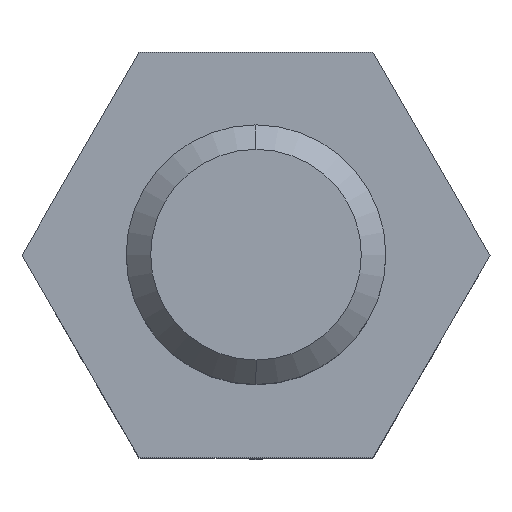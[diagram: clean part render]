
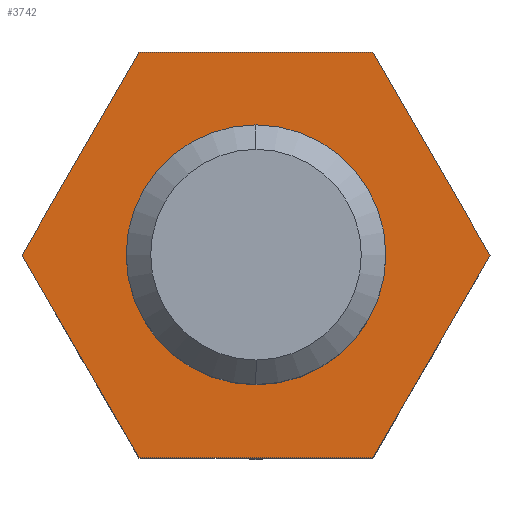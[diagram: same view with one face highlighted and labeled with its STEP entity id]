
A CAD part, top view. The second image highlights one B-rep face of the part: STEP entity #3742.
In plain terms, the highlighted planar face has unit normal (0, 0, 1).
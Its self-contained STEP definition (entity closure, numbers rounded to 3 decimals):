
#1516=DIRECTION('',(1.,0.,0.));
#1517=VECTOR('',#1516,2.891);
#1518=CARTESIAN_POINT('',(-1.446,-2.504,3.504));
#1519=LINE('',#1518,#1517);
#1520=DIRECTION('',(0.5,-0.866,0.));
#1521=VECTOR('',#1520,2.891);
#1522=CARTESIAN_POINT('',(-2.891,0.,3.504));
#1523=LINE('',#1522,#1521);
#1524=DIRECTION('',(-0.5,-0.866,0.));
#1525=VECTOR('',#1524,2.891);
#1526=CARTESIAN_POINT('',(-1.446,2.504,3.504));
#1527=LINE('',#1526,#1525);
#1528=DIRECTION('',(-1.,0.,0.));
#1529=VECTOR('',#1528,2.891);
#1530=CARTESIAN_POINT('',(1.446,2.504,3.504));
#1531=LINE('',#1530,#1529);
#1532=DIRECTION('',(-0.5,0.866,0.));
#1533=VECTOR('',#1532,2.891);
#1534=CARTESIAN_POINT('',(2.891,0.,3.504));
#1535=LINE('',#1534,#1533);
#1536=DIRECTION('',(0.5,0.866,0.));
#1537=VECTOR('',#1536,2.891);
#1538=CARTESIAN_POINT('',(1.446,-2.504,3.504));
#1539=LINE('',#1538,#1537);
#1545=CARTESIAN_POINT('',(0.,0.,3.504));
#1546=DIRECTION('',(0.,0.,1.));
#1547=DIRECTION('',(0.,-1.,0.));
#1548=AXIS2_PLACEMENT_3D('',#1545,#1546,#1547);
#1595=CARTESIAN_POINT('',(0.,0.,3.504));
#1596=DIRECTION('',(0.,0.,-1.));
#1597=DIRECTION('',(0.,-1.,0.));
#1598=AXIS2_PLACEMENT_3D('',#1595,#1596,#1597);
#1640=CARTESIAN_POINT('',(-1.446,-2.504,3.504));
#1641=CARTESIAN_POINT('',(1.446,-2.504,3.504));
#1642=VERTEX_POINT('',#1640);
#1643=VERTEX_POINT('',#1641);
#1644=CARTESIAN_POINT('',(2.891,0.,3.504));
#1645=VERTEX_POINT('',#1644);
#1646=CARTESIAN_POINT('',(1.446,2.504,3.504));
#1647=VERTEX_POINT('',#1646);
#1648=CARTESIAN_POINT('',(-1.446,2.504,3.504));
#1649=VERTEX_POINT('',#1648);
#1650=CARTESIAN_POINT('',(-2.891,0.,3.504));
#1651=VERTEX_POINT('',#1650);
#1705=CARTESIAN_POINT('',(0.,-1.444,3.504));
#1706=CARTESIAN_POINT('',(0.,1.444,3.504));
#1707=VERTEX_POINT('',#1705);
#1708=VERTEX_POINT('',#1706);
#3723=CARTESIAN_POINT('',(0.,0.,3.504));
#3724=DIRECTION('',(0.,0.,1.));
#3725=DIRECTION('',(1.,0.,0.));
#3726=AXIS2_PLACEMENT_3D('',#3723,#3724,#3725);
#3727=PLANE('',#3726);
#3728=ORIENTED_EDGE('',*,*,#3689,.F.);
#3729=ORIENTED_EDGE('',*,*,#3703,.F.);
#3730=ORIENTED_EDGE('',*,*,#3717,.F.);
#3731=ORIENTED_EDGE('',*,*,#3646,.F.);
#3732=ORIENTED_EDGE('',*,*,#3661,.F.);
#3733=ORIENTED_EDGE('',*,*,#3675,.F.);
#3734=EDGE_LOOP('',(#3728,#3729,#3730,#3731,#3732,#3733));
#3735=FACE_OUTER_BOUND('',#3734,.F.);
#3737=ORIENTED_EDGE('',*,*,#3736,.T.);
#3739=ORIENTED_EDGE('',*,*,#3738,.F.);
#3740=EDGE_LOOP('',(#3737,#3739));
#3741=FACE_BOUND('',#3740,.F.);
#3742=ADVANCED_FACE('',(#3735,#3741),#3727,.T.);
#1549=CIRCLE('',#1548,1.444);
#1599=CIRCLE('',#1598,1.444);
#3646=EDGE_CURVE('',#1647,#1649,#1531,.T.);
#3661=EDGE_CURVE('',#1645,#1647,#1535,.T.);
#3675=EDGE_CURVE('',#1643,#1645,#1539,.T.);
#3689=EDGE_CURVE('',#1642,#1643,#1519,.T.);
#3703=EDGE_CURVE('',#1651,#1642,#1523,.T.);
#3717=EDGE_CURVE('',#1649,#1651,#1527,.T.);
#3736=EDGE_CURVE('',#1707,#1708,#1549,.T.);
#3738=EDGE_CURVE('',#1707,#1708,#1599,.T.);
